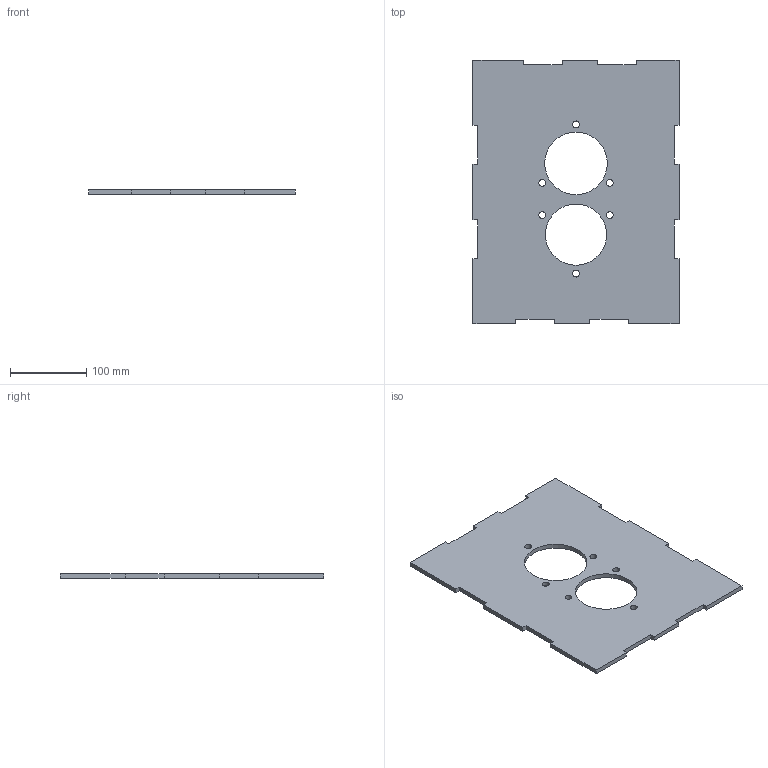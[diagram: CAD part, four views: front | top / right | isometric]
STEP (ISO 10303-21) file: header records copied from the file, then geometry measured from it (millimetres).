
FILE_DESCRIPTION(/* description */ ('STEP AP214'),/* implementation_level */ '2;1');
FILE_NAME(/* name */ '6819423b50d50a4ee4875ab5',/* time_stamp */ '2025-05-05T22:57:00Z',/* author */ (''),/* organization */ (''),/* preprocessor_version */ 'ST-DEVELOPER v20',/* originating_system */ 'ONSHAPE BY PTC INC, 1.197',/* authorisation */ ' ');
FILE_SCHEMA (('AUTOMOTIVE_DESIGN {1 0 10303 214 3 1 1}'));
Length unit declared in the file: metre
Products named in the file (1): Part 1
Bounding box: 270 x 345 x 6 mm (x, y, z)
Volume: 479963.2 mm3; surface area: 172018.1 mm2
Topology: 1 solids, 1 shells, 46 faces, 132 edges, 88 vertices
Faces by surface type: plane 38, cylinder 8
Full cylindrical faces by diameter (mm): 9 x6, 80.15 x1, 82 x1
Entity records: 1529 total; most frequent: CARTESIAN_POINT 259, ORIENTED_EDGE 248, DIRECTION 234, EDGE_CURVE 124, LINE 108, VECTOR 108, VERTEX_POINT 88, EDGE_LOOP 70
